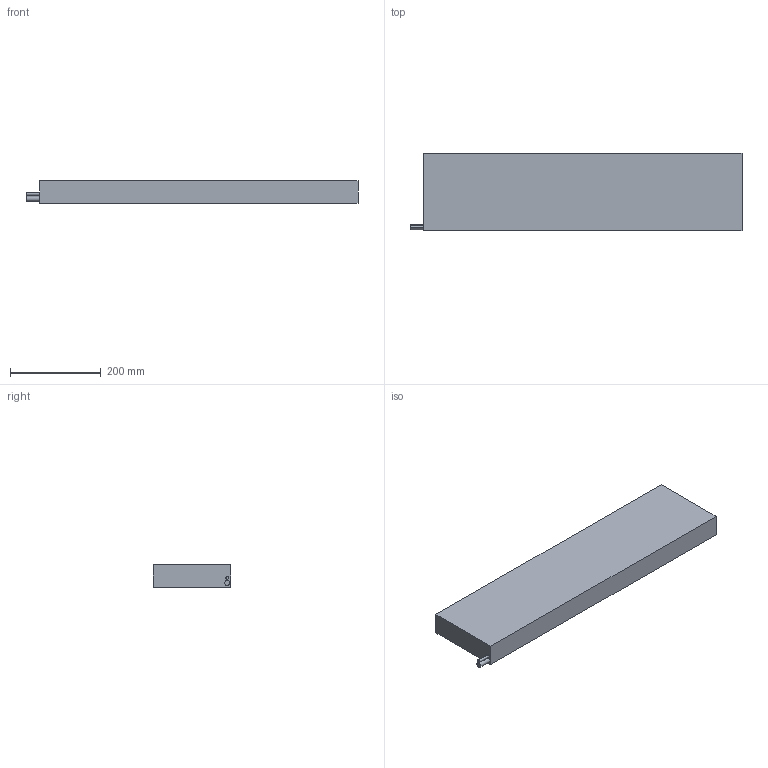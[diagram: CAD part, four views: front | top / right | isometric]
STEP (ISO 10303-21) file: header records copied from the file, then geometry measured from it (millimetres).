
FILE_DESCRIPTION (( 'STEP AP203' ), '1' );
FILE_NAME ('ZW8-H150-8.step', '2022-05-31T03:19:25', ( '' ), ( '' ), 'SwSTEP 2.0', 'SolidWorks 2020', '' );
FILE_SCHEMA (( 'CONFIG_CONTROL_DESIGN' ));
Length unit declared in the file: millimetre
Products named in the file (1): ZW8-H150-8
Bounding box: 730 x 171 x 49.3 mm (x, y, z)
Volume: 5897034.7 mm3; surface area: 334071.2 mm2
Topology: 1 solids, 1 shells, 396 faces, 984 edges, 496 vertices
Faces by surface type: cylinder 196, cone 192, plane 8
Entity records: 10377 total; most frequent: DIRECTION 1978, CARTESIAN_POINT 1685, ORIENTED_EDGE 1584, EDGE_CURVE 792, AXIS2_PLACEMENT_3D 789, VERTEX_POINT 496, EDGE_LOOP 494, LINE 400
